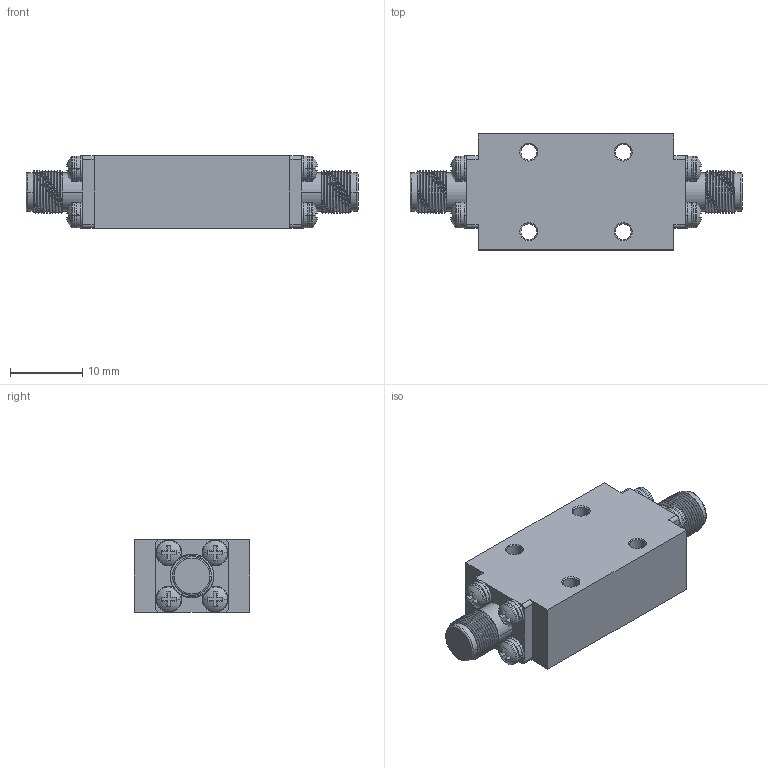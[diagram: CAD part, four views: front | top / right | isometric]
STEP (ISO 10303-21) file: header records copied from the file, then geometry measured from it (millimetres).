
FILE_DESCRIPTION (( 'STEP AP214' ), '1' );
FILE_NAME ('CF-LA-X1.STEP', '2025-10-10T22:28:51', ( '' ), ( '' ), 'SwSTEP 2.0', 'SolidWorks 2021', '' );
FILE_SCHEMA (( 'AUTOMOTIVE_DESIGN' ));
Length unit declared in the file: inch
Products named in the file (1): CF-LA-X1
Bounding box: 45.8 x 16 x 10 mm (x, y, z)
Volume: 4962.9 mm3; surface area: 3046.9 mm2
Topology: 1 solids, 1 shells, 520 faces, 1278 edges, 786 vertices
Faces by surface type: cylinder 208, plane 196, torus 52, cone 32, bspline 16, sphere 16
Entity records: 26142 total; most frequent: CARTESIAN_POINT 6817, DIRECTION 2780, ORIENTED_EDGE 2556, EDGE_CURVE 1278, AXIS2_PLACEMENT_3D 1117, VERTEX_POINT 786, CIRCLE 612, EDGE_LOOP 570
